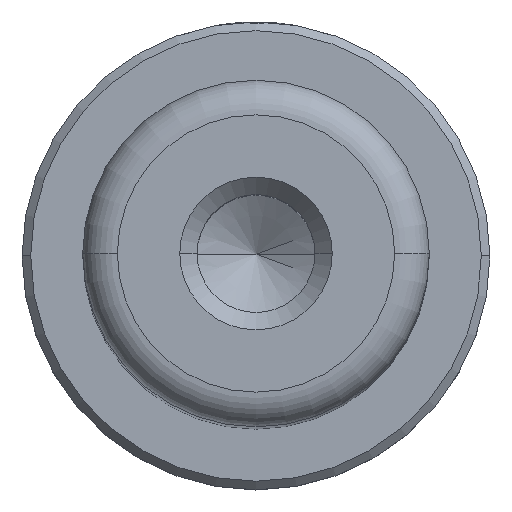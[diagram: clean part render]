
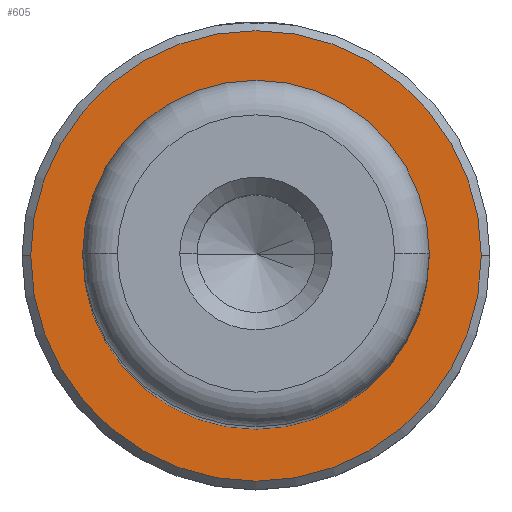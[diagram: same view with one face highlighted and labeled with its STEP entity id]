
A CAD part, top view. The second image highlights one B-rep face of the part: STEP entity #605.
In plain terms, the highlighted planar face has unit normal (0, 0, 1).
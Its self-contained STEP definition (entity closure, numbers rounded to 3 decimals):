
#16 = CARTESIAN_POINT ( 'NONE',  ( 0., 0., 18. ) ) ;
#29 = CARTESIAN_POINT ( 'NONE',  ( -9.5, 0., 18. ) ) ;
#46 = VERTEX_POINT ( 'NONE', #933 ) ;
#133 = ORIENTED_EDGE ( 'NONE', *, *, #1532, .T. ) ;
#252 = EDGE_LOOP ( 'NONE', ( #133, #1395 ) ) ;
#275 = EDGE_LOOP ( 'NONE', ( #1179, #1551 ) ) ;
#279 = AXIS2_PLACEMENT_3D ( 'NONE', #2039, #2014, #2005 ) ;
#390 = VERTEX_POINT ( 'NONE', #29 ) ;
#423 = DIRECTION ( 'NONE',  ( 0., 0., 1. ) ) ;
#425 = VERTEX_POINT ( 'NONE', #1786 ) ;
#586 = EDGE_CURVE ( 'NONE', #425, #390, #763, .T. ) ;
#605 = ADVANCED_FACE ( 'NONE', ( #1160, #1880 ), #2069, .T. ) ;
#740 = DIRECTION ( 'NONE',  ( 1., 0., 0. ) ) ;
#754 = DIRECTION ( 'NONE',  ( 0., 0., 1. ) ) ;
#763 = CIRCLE ( 'NONE', #279, 9.5 ) ;
#798 = CARTESIAN_POINT ( 'NONE',  ( 0., 0., 18. ) ) ;
#807 = CIRCLE ( 'NONE', #1051, 13. ) ;
#841 = CARTESIAN_POINT ( 'NONE',  ( -13., 0., 18. ) ) ;
#933 = CARTESIAN_POINT ( 'NONE',  ( 13., 0., 18. ) ) ;
#936 = AXIS2_PLACEMENT_3D ( 'NONE', #1963, #1923, #1914 ) ;
#1051 = AXIS2_PLACEMENT_3D ( 'NONE', #1366, #423, #1523 ) ;
#1160 = FACE_OUTER_BOUND ( 'NONE', #275, .T. ) ;
#1179 = ORIENTED_EDGE ( 'NONE', *, *, #1861, .T. ) ;
#1224 = EDGE_CURVE ( 'NONE', #46, #1233, #1778, .T. ) ;
#1233 = VERTEX_POINT ( 'NONE', #841 ) ;
#1366 = CARTESIAN_POINT ( 'NONE',  ( 0., 0., 18. ) ) ;
#1395 = ORIENTED_EDGE ( 'NONE', *, *, #586, .T. ) ;
#1473 = DIRECTION ( 'NONE',  ( 0., 0., -1. ) ) ;
#1523 = DIRECTION ( 'NONE',  ( 1., 0., 0. ) ) ;
#1532 = EDGE_CURVE ( 'NONE', #390, #425, #1754, .T. ) ;
#1551 = ORIENTED_EDGE ( 'NONE', *, *, #1224, .T. ) ;
#1707 = AXIS2_PLACEMENT_3D ( 'NONE', #798, #754, #740 ) ;
#1754 = CIRCLE ( 'NONE', #2081, 9.5 ) ;
#1778 = CIRCLE ( 'NONE', #1707, 13. ) ;
#1786 = CARTESIAN_POINT ( 'NONE',  ( 9.5, 0., 18. ) ) ;
#1861 = EDGE_CURVE ( 'NONE', #1233, #46, #807, .T. ) ;
#1880 = FACE_BOUND ( 'NONE', #252, .T. ) ;
#1914 = DIRECTION ( 'NONE',  ( 1., 0., 0. ) ) ;
#1923 = DIRECTION ( 'NONE',  ( 0., 0., 1. ) ) ;
#1963 = CARTESIAN_POINT ( 'NONE',  ( 0., 0., 18. ) ) ;
#1964 = DIRECTION ( 'NONE',  ( -1., 0., 0. ) ) ;
#2005 = DIRECTION ( 'NONE',  ( -1., 0., 0. ) ) ;
#2014 = DIRECTION ( 'NONE',  ( 0., 0., -1. ) ) ;
#2039 = CARTESIAN_POINT ( 'NONE',  ( 0., 0., 18. ) ) ;
#2069 = PLANE ( 'NONE',  #936 ) ;
#2081 = AXIS2_PLACEMENT_3D ( 'NONE', #16, #1473, #1964 ) ;
